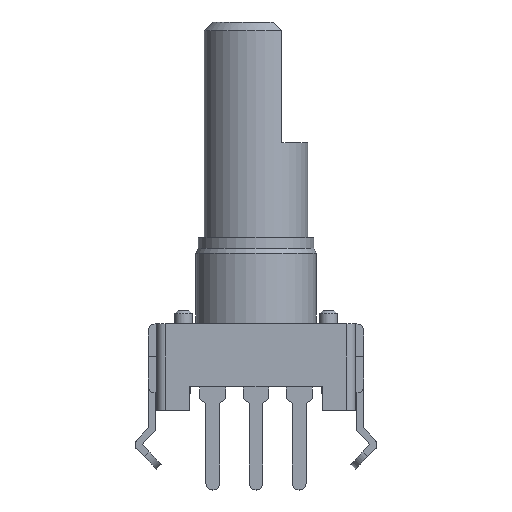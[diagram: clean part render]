
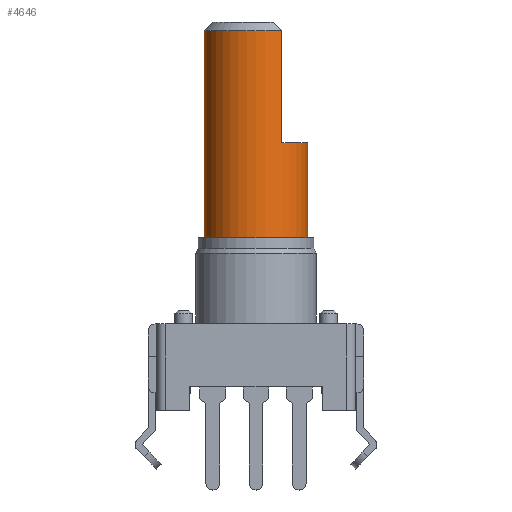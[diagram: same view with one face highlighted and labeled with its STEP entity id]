
A CAD part, top view. The second image highlights one B-rep face of the part: STEP entity #4646.
In plain terms, the highlighted cylindrical face has radius 3 mm (diameter 6 mm), a partial arc.
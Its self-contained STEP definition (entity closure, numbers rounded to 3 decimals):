
#1454=CARTESIAN_POINT('',(0.,10.,0.));
#1455=DIRECTION('',(0.,1.,0.));
#1456=DIRECTION('',(-1.,0.,0.));
#1457=AXIS2_PLACEMENT_3D('',#1454,#1455,#1456);
#1463=DIRECTION('',(0.,-1.,0.));
#1464=VECTOR('',#1463,12.);
#1465=CARTESIAN_POINT('',(-3.,22.,0.));
#1466=LINE('',#1465,#1464);
#1467=CARTESIAN_POINT('',(0.,15.5,0.));
#1468=DIRECTION('',(0.,-1.,0.));
#1469=DIRECTION('',(1.,0.,0.));
#1470=AXIS2_PLACEMENT_3D('',#1467,#1468,#1469);
#1481=DIRECTION('',(0.,-1.,0.));
#1482=VECTOR('',#1481,5.5);
#1483=CARTESIAN_POINT('',(3.,15.5,0.));
#1484=LINE('',#1483,#1482);
#1485=DIRECTION('',(0.,-1.,0.));
#1486=VECTOR('',#1485,6.5);
#1487=CARTESIAN_POINT('',(1.5,22.,2.598));
#1488=LINE('',#1487,#1486);
#1489=CARTESIAN_POINT('',(0.,22.,0.));
#1490=DIRECTION('',(0.,-1.,0.));
#1491=DIRECTION('',(0.5,0.,0.866));
#1492=AXIS2_PLACEMENT_3D('',#1489,#1490,#1491);
#2423=CARTESIAN_POINT('',(3.,10.,0.));
#2424=CARTESIAN_POINT('',(-3.,10.,0.));
#2425=VERTEX_POINT('',#2423);
#2426=VERTEX_POINT('',#2424);
#2428=CARTESIAN_POINT('',(3.,15.5,0.));
#2430=VERTEX_POINT('',#2428);
#2433=CARTESIAN_POINT('',(-3.,22.,0.));
#2434=VERTEX_POINT('',#2433);
#2435=CARTESIAN_POINT('',(1.5,15.5,2.598));
#2436=VERTEX_POINT('',#2435);
#2437=CARTESIAN_POINT('',(1.5,22.,2.598));
#2438=VERTEX_POINT('',#2437);
#4631=CARTESIAN_POINT('',(0.,23.375,0.));
#4632=DIRECTION('',(0.,-1.,0.));
#4633=DIRECTION('',(-1.,0.,0.));
#4634=AXIS2_PLACEMENT_3D('',#4631,#4632,#4633);
#4635=CYLINDRICAL_SURFACE('',#4634,3.);
#4636=ORIENTED_EDGE('',*,*,#4623,.F.);
#4637=ORIENTED_EDGE('',*,*,#4613,.T.);
#4638=ORIENTED_EDGE('',*,*,#4594,.F.);
#4639=ORIENTED_EDGE('',*,*,#4610,.F.);
#4641=ORIENTED_EDGE('',*,*,#4640,.F.);
#4643=ORIENTED_EDGE('',*,*,#4642,.T.);
#4644=EDGE_LOOP('',(#4636,#4637,#4638,#4639,#4641,#4643));
#4645=FACE_OUTER_BOUND('',#4644,.F.);
#4646=ADVANCED_FACE('',(#4645),#4635,.T.);
#1458=CIRCLE('',#1457,3.);
#1471=CIRCLE('',#1470,3.);
#1493=CIRCLE('',#1492,3.);
#4594=EDGE_CURVE('',#2426,#2425,#1458,.T.);
#4610=EDGE_CURVE('',#2434,#2426,#1466,.T.);
#4613=EDGE_CURVE('',#2430,#2425,#1484,.T.);
#4623=EDGE_CURVE('',#2430,#2436,#1471,.T.);
#4640=EDGE_CURVE('',#2438,#2434,#1493,.T.);
#4642=EDGE_CURVE('',#2438,#2436,#1488,.T.);
